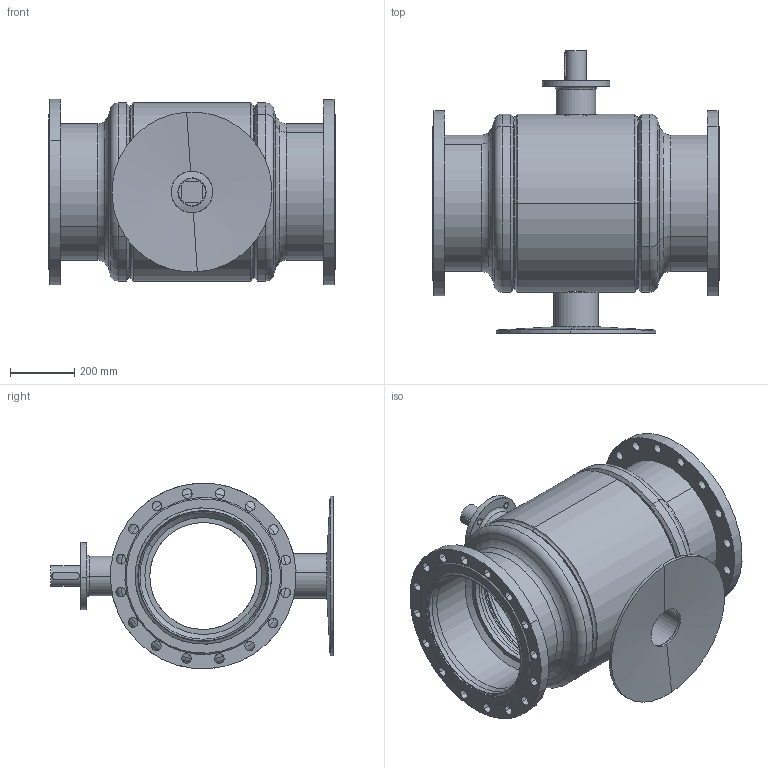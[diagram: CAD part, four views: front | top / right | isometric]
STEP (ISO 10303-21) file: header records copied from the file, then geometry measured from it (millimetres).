
FILE_DESCRIPTION (( 'STEP AP214' ), '1' );
FILE_NAME ('DN400法兰球阀PN16.STEP', '2023-10-08T06:16:59', ( '' ), ( '' ), 'SwSTEP 2.0', 'SolidWorks 2019', '' );
FILE_SCHEMA (( 'AUTOMOTIVE_DESIGN' ));
Length unit declared in the file: millimetre
Products named in the file (9): 粣杶蜊傻350; DN400楊擘⑩概PN16; DN400-概极趼极; 400楊擘1.6; 400埴攫盓殤奪; 400晚概极; 瑩; 400盓殤埴攫; 概裝 蜊傻
Assembly tree (10 placements, depth 2):
  DN400楊擘⑩概PN16
    DN400-概极趼极
    概裝 蜊傻
    粣杶蜊傻350
    400晚概极  x2
    400楊擘1.6  x2
    400埴攫盓殤奪
    400盓殤埴攫
    瑩
Bounding box: 895 x 882.5 x 578.92 mm (x, y, z)
Volume: 47244537.1 mm3; surface area: 4695455.4 mm2
Topology: 10 solids, 10 shells, 443 faces, 991 edges, 633 vertices
Faces by surface type: cylinder 273, plane 104, cone 44, torus 22
Entity records: 9441 total; most frequent: CARTESIAN_POINT 2022, DIRECTION 1588, ORIENTED_EDGE 1270, AXIS2_PLACEMENT_3D 679, EDGE_CURVE 635, VERTEX_POINT 405, CIRCLE 385, EDGE_LOOP 372
